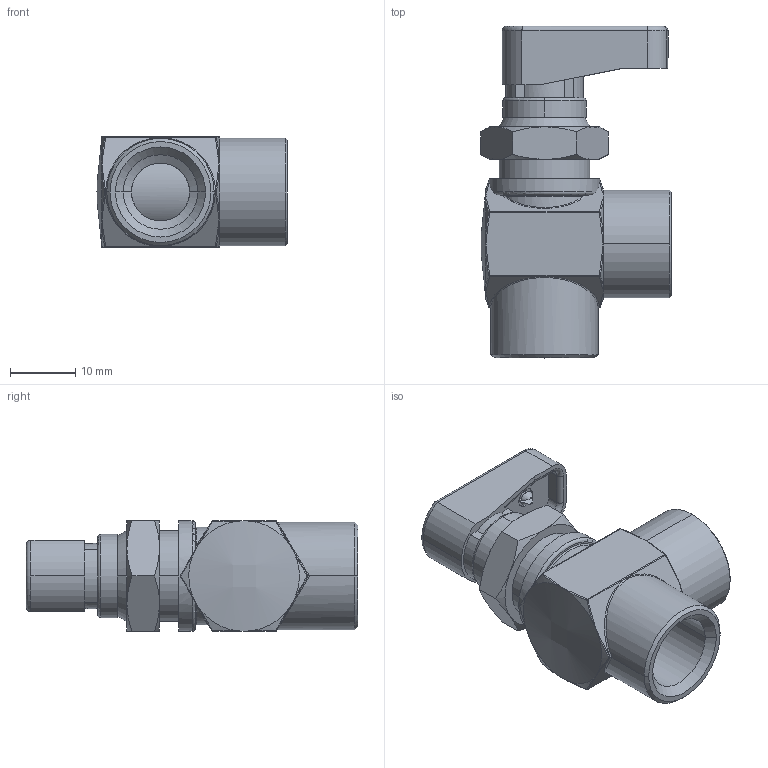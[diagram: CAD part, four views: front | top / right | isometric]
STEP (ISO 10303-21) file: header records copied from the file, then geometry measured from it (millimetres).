
FILE_DESCRIPTION (( 'STEP AP214' ), '1' );
FILE_NAME ('GHI06720-G02_L.STEP', '2018-09-03T13:16:30', ( '' ), ( '' ), 'SwSTEP 2.0', 'SolidWorks 2018', '' );
FILE_SCHEMA (( 'AUTOMOTIVE_DESIGN' ));
Length unit declared in the file: millimetre
Products named in the file (1): GHI06720-G02_L
Bounding box: 29.32 x 51 x 17 mm (x, y, z)
Volume: 11421.1 mm3; surface area: 5617.6 mm2
Topology: 7 solids, 17 shells, 574 faces, 1450 edges, 895 vertices
Faces by surface type: plane 241, bspline 150, cylinder 95, cone 44, torus 36, sphere 8
Entity records: 26025 total; most frequent: CARTESIAN_POINT 11554, ORIENTED_EDGE 2836, DIRECTION 2184, EDGE_CURVE 1418, VERTEX_POINT 895, AXIS2_PLACEMENT_3D 751, VECTOR 682, LINE 682
